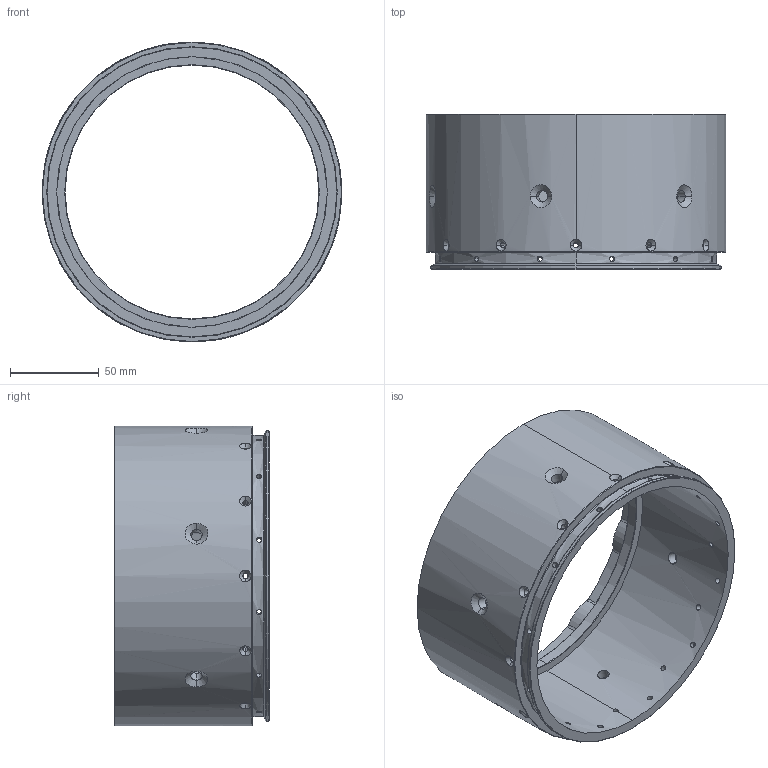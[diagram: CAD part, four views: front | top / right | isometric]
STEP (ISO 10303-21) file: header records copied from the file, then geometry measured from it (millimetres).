
FILE_DESCRIPTION (( 'STEP AP203' ), '1' );
FILE_NAME ('Top_ring.STEP', '2019-03-15T16:31:21', ( '' ), ( '' ), 'SwSTEP 2.0', 'SolidWorks 2018', '' );
FILE_SCHEMA (( 'CONFIG_CONTROL_DESIGN' ));
Length unit declared in the file: inch
Products named in the file (1): Top_ring
Bounding box: 168.91 x 87.21 x 168.91 mm (x, y, z)
Volume: 325904.1 mm3; surface area: 103979.7 mm2
Topology: 1 solids, 1 shells, 170 faces, 453 edges, 284 vertices
Faces by surface type: cylinder 113, cone 44, torus 8, plane 5
Entity records: 8671 total; most frequent: CARTESIAN_POINT 4363, ORIENTED_EDGE 906, DIRECTION 831, EDGE_CURVE 453, AXIS2_PLACEMENT_3D 335, VERTEX_POINT 284, EDGE_LOOP 231, ADVANCED_FACE 170
